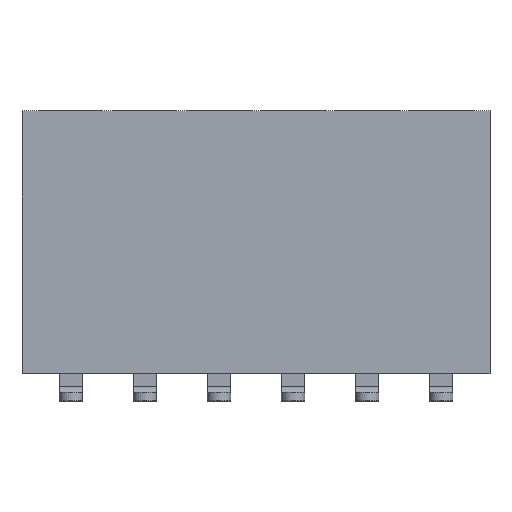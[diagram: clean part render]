
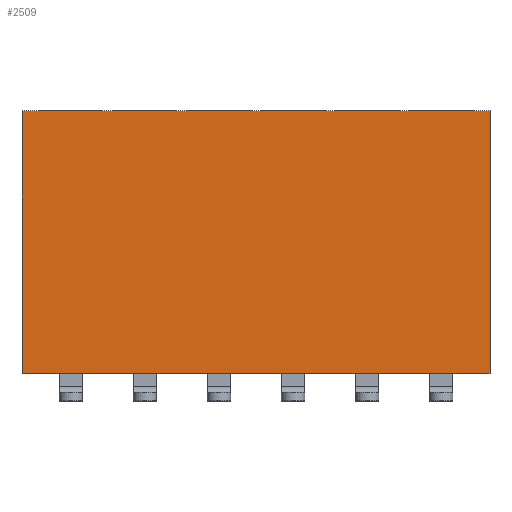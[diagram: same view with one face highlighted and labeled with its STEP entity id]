
A CAD part, top view. The second image highlights one B-rep face of the part: STEP entity #2509.
In plain terms, the highlighted face is planar.
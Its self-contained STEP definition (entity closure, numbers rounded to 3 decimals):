
#2286 = VECTOR ( 'NONE', #6313, 1000. ) ;
#2509 = ADVANCED_FACE ( 'NONE', ( #6138 ), #12141, .T. ) ;
#2734 = LINE ( 'NONE', #4890, #2286 ) ;
#3535 = VECTOR ( 'NONE', #18229, 1000. ) ;
#3662 = CARTESIAN_POINT ( 'NONE',  ( -1.905, -1.812, 0.05 ) ) ;
#3720 = DIRECTION ( 'NONE',  ( 1., 0., 0. ) ) ;
#4049 = VECTOR ( 'NONE', #3720, 1000. ) ;
#4434 = EDGE_CURVE ( 'NONE', #16121, #4811, #2734, .T. ) ;
#4811 = VERTEX_POINT ( 'NONE', #9968 ) ;
#4890 = CARTESIAN_POINT ( 'NONE',  ( -16.075, -1.812, 0.05 ) ) ;
#5082 = DIRECTION ( 'NONE',  ( 0., 1., 0. ) ) ;
#5423 = ORIENTED_EDGE ( 'NONE', *, *, #4434, .T. ) ;
#5889 = CARTESIAN_POINT ( 'NONE',  ( -8.055, 2.488, 0.05 ) ) ;
#6138 = FACE_OUTER_BOUND ( 'NONE', #14241, .T. ) ;
#6189 = ORIENTED_EDGE ( 'NONE', *, *, #11812, .T. ) ;
#6313 = DIRECTION ( 'NONE',  ( 0., 1., 0. ) ) ;
#6672 = VECTOR ( 'NONE', #8952, 1000. ) ;
#7125 = LINE ( 'NONE', #7518, #6672 ) ;
#7518 = CARTESIAN_POINT ( 'NONE',  ( -8.055, -1.812, 0.05 ) ) ;
#7984 = EDGE_CURVE ( 'NONE', #4811, #15312, #10263, .T. ) ;
#8398 = CARTESIAN_POINT ( 'NONE',  ( -1.905, -2.012, 0.05 ) ) ;
#8872 = CARTESIAN_POINT ( 'NONE',  ( -8.055, -2.012, 0.05 ) ) ;
#8952 = DIRECTION ( 'NONE',  ( 0., -1., 0. ) ) ;
#9369 = CARTESIAN_POINT ( 'NONE',  ( -1.905, 2.488, 0.05 ) ) ;
#9968 = CARTESIAN_POINT ( 'NONE',  ( -16.075, 2.488, 0.05 ) ) ;
#10263 = LINE ( 'NONE', #9369, #4049 ) ;
#10724 = CARTESIAN_POINT ( 'NONE',  ( -16.075, -2.012, 0.05 ) ) ;
#11385 = ORIENTED_EDGE ( 'NONE', *, *, #7984, .T. ) ;
#11812 = EDGE_CURVE ( 'NONE', #18014, #16121, #18083, .T. ) ;
#12141 = PLANE ( 'NONE',  #13881 ) ;
#13520 = DIRECTION ( 'NONE',  ( 0., 0., -1. ) ) ;
#13881 = AXIS2_PLACEMENT_3D ( 'NONE', #3662, #13520, #5082 ) ;
#14241 = EDGE_LOOP ( 'NONE', ( #11385, #15899, #6189, #5423 ) ) ;
#15312 = VERTEX_POINT ( 'NONE', #5889 ) ;
#15899 = ORIENTED_EDGE ( 'NONE', *, *, #16550, .T. ) ;
#16121 = VERTEX_POINT ( 'NONE', #10724 ) ;
#16550 = EDGE_CURVE ( 'NONE', #15312, #18014, #7125, .T. ) ;
#18014 = VERTEX_POINT ( 'NONE', #8872 ) ;
#18083 = LINE ( 'NONE', #8398, #3535 ) ;
#18229 = DIRECTION ( 'NONE',  ( -1., 0., 0. ) ) ;
